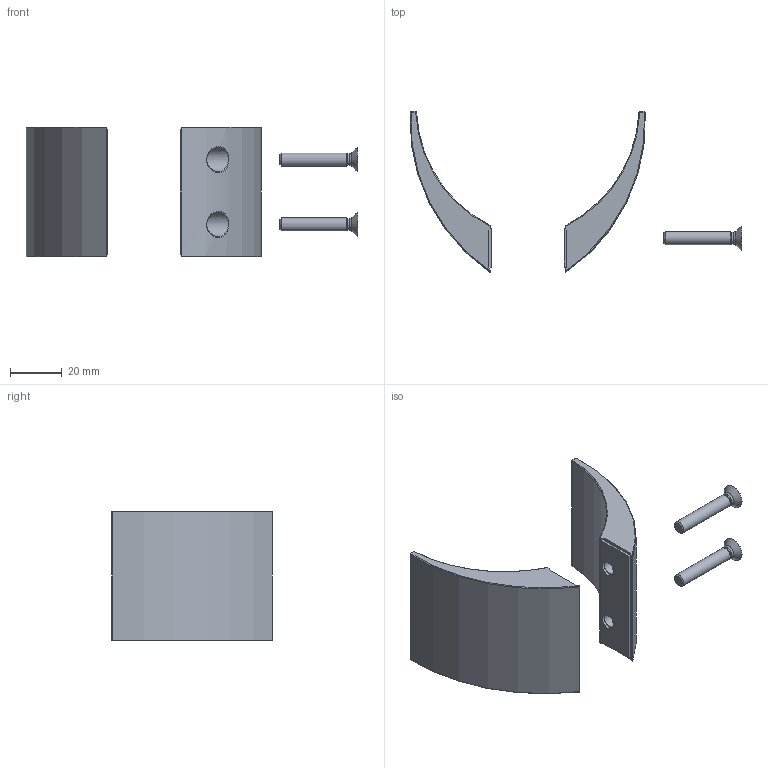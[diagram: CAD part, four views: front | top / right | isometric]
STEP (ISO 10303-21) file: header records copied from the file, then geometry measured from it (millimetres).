
FILE_DESCRIPTION(/* description */ (''),/* implementation_level */ '2;1');
FILE_NAME(/* name */ '102101-2.stp',/* time_stamp */ '2019-08-05T10:40:10+02:00',/* author */ ('DOMINIQUE'),/* organization */ (''),/* preprocessor_version */ 'ST-DEVELOPER v17.2',/* originating_system */ 'Autodesk Inventor 2019',/* authorisation */ '');
FILE_SCHEMA (('AUTOMOTIVE_DESIGN { 1 0 10303 214 3 1 1 }'));
Length unit declared in the file: millimetre
Products named in the file (5): 102101-2; 102101-2 p1; 102101-2 p2; 102101-2 p3; ISO 7046-1 - M5 x 30 - 4.8 - Z
Assembly tree (6 placements, depth 2):
  102101-2
    102101-2 p1
    102101-2 p2
    102101-2 p3  x2
    ISO 7046-1 - M5 x 30 - 4.8 - Z  x2
Bounding box: 127.83 x 62 x 50 mm (x, y, z)
Volume: 50741.7 mm3; surface area: 21672.5 mm2
Topology: 6 solids, 6 shells, 156 faces, 414 edges, 272 vertices
Faces by surface type: plane 66, cone 34, cylinder 28, torus 18, bspline 10
Full cylindrical faces by diameter (mm): 4.134 x2, 4.509 x2, 5 x2, 5.5 x2, 6 x4, 9.3 x2, 9.5 x2
Entity records: 4060 total; most frequent: CARTESIAN_POINT 1266, DIRECTION 559, ORIENTED_EDGE 552, EDGE_CURVE 276, AXIS2_PLACEMENT_3D 226, VERTEX_POINT 183, EDGE_LOOP 119, CIRCLE 111
